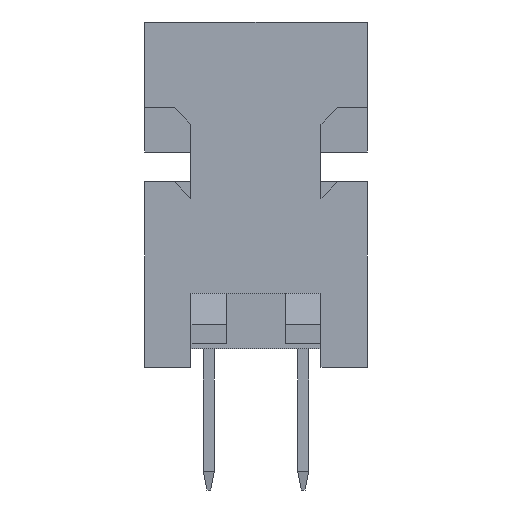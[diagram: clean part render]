
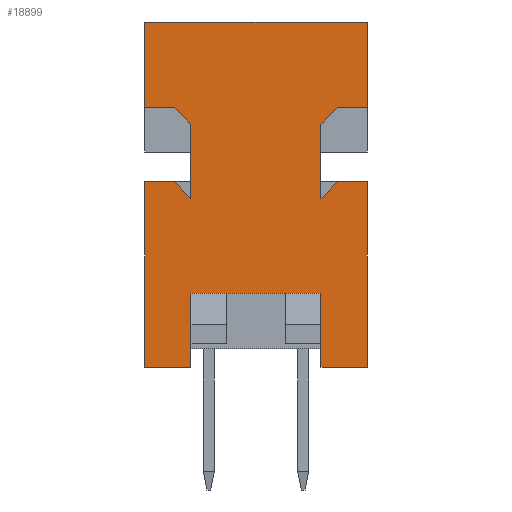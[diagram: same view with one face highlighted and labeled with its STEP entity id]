
A CAD part, front view. The second image highlights one B-rep face of the part: STEP entity #18899.
In plain terms, the highlighted face is planar.
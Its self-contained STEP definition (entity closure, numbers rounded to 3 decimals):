
#628=ORIENTED_EDGE('',*,*,#4472,.F.);
#629=ORIENTED_EDGE('',*,*,#4370,.F.);
#630=ORIENTED_EDGE('',*,*,#4473,.T.);
#631=ORIENTED_EDGE('',*,*,#4474,.F.);
#632=ORIENTED_EDGE('',*,*,#4475,.T.);
#633=ORIENTED_EDGE('',*,*,#4476,.F.);
#634=ORIENTED_EDGE('',*,*,#4477,.F.);
#635=ORIENTED_EDGE('',*,*,#4478,.T.);
#636=ORIENTED_EDGE('',*,*,#4479,.T.);
#637=ORIENTED_EDGE('',*,*,#4480,.F.);
#638=ORIENTED_EDGE('',*,*,#4481,.F.);
#639=ORIENTED_EDGE('',*,*,#4366,.F.);
#640=ORIENTED_EDGE('',*,*,#4482,.F.);
#641=ORIENTED_EDGE('',*,*,#4464,.T.);
#642=ORIENTED_EDGE('',*,*,#4469,.T.);
#643=ORIENTED_EDGE('',*,*,#4483,.T.);
#644=ORIENTED_EDGE('',*,*,#4484,.T.);
#645=ORIENTED_EDGE('',*,*,#4442,.F.);
#646=ORIENTED_EDGE('',*,*,#4470,.T.);
#647=ORIENTED_EDGE('',*,*,#4458,.F.);
#4366=EDGE_CURVE('',#6295,#6296,#7609,.T.);
#4370=EDGE_CURVE('',#6297,#6298,#7613,.T.);
#4442=EDGE_CURVE('',#6346,#6347,#7685,.T.);
#4458=EDGE_CURVE('',#6358,#6359,#7701,.T.);
#4464=EDGE_CURVE('',#6364,#6363,#7707,.T.);
#4469=EDGE_CURVE('',#6363,#6366,#7712,.T.);
#4470=EDGE_CURVE('',#6346,#6359,#7713,.T.);
#4472=EDGE_CURVE('',#6298,#6358,#7715,.T.);
#4473=EDGE_CURVE('',#6297,#6367,#7716,.T.);
#4474=EDGE_CURVE('',#6368,#6367,#7717,.T.);
#4475=EDGE_CURVE('',#6368,#6369,#7718,.T.);
#4476=EDGE_CURVE('',#6370,#6369,#7719,.T.);
#4477=EDGE_CURVE('',#6371,#6370,#7720,.T.);
#4478=EDGE_CURVE('',#6371,#6372,#7721,.T.);
#4479=EDGE_CURVE('',#6372,#6373,#7722,.T.);
#4480=EDGE_CURVE('',#6374,#6373,#7723,.T.);
#4481=EDGE_CURVE('',#6296,#6374,#7724,.T.);
#4482=EDGE_CURVE('',#6364,#6295,#7725,.T.);
#4483=EDGE_CURVE('',#6366,#6375,#7726,.T.);
#4484=EDGE_CURVE('',#6375,#6347,#7727,.T.);
#6295=VERTEX_POINT('',#24564);
#6296=VERTEX_POINT('',#24565);
#6297=VERTEX_POINT('',#24570);
#6298=VERTEX_POINT('',#24572);
#6346=VERTEX_POINT('',#24718);
#6347=VERTEX_POINT('',#24720);
#6358=VERTEX_POINT('',#24749);
#6359=VERTEX_POINT('',#24751);
#6363=VERTEX_POINT('',#24761);
#6364=VERTEX_POINT('',#24763);
#6366=VERTEX_POINT('',#24770);
#6367=VERTEX_POINT('',#24778);
#6368=VERTEX_POINT('',#24780);
#6369=VERTEX_POINT('',#24782);
#6370=VERTEX_POINT('',#24784);
#6371=VERTEX_POINT('',#24786);
#6372=VERTEX_POINT('',#24788);
#6373=VERTEX_POINT('',#24790);
#6374=VERTEX_POINT('',#24792);
#6375=VERTEX_POINT('',#24796);
#7609=LINE('',#24563,#9502);
#7613=LINE('',#24571,#9506);
#7685=LINE('',#24719,#9578);
#7701=LINE('',#24750,#9594);
#7707=LINE('',#24762,#9600);
#7712=LINE('',#24771,#9605);
#7713=LINE('',#24773,#9606);
#7715=LINE('',#24776,#9608);
#7716=LINE('',#24777,#9609);
#7717=LINE('',#24779,#9610);
#7718=LINE('',#24781,#9611);
#7719=LINE('',#24783,#9612);
#7720=LINE('',#24785,#9613);
#7721=LINE('',#24787,#9614);
#7722=LINE('',#24789,#9615);
#7723=LINE('',#24791,#9616);
#7724=LINE('',#24793,#9617);
#7725=LINE('',#24794,#9618);
#7726=LINE('',#24795,#9619);
#7727=LINE('',#24797,#9620);
#9502=VECTOR('',#20801,1000.);
#9506=VECTOR('',#20807,1000.);
#9578=VECTOR('',#20933,1000.);
#9594=VECTOR('',#20955,1000.);
#9600=VECTOR('',#20963,1000.);
#9605=VECTOR('',#20970,1000.);
#9606=VECTOR('',#20973,1000.);
#9608=VECTOR('',#20977,1000.);
#9609=VECTOR('',#20978,1000.);
#9610=VECTOR('',#20979,1000.);
#9611=VECTOR('',#20980,1000.);
#9612=VECTOR('',#20981,1000.);
#9613=VECTOR('',#20982,1000.);
#9614=VECTOR('',#20983,1000.);
#9615=VECTOR('',#20984,1000.);
#9616=VECTOR('',#20985,1000.);
#9617=VECTOR('',#20986,1000.);
#9618=VECTOR('',#20987,1000.);
#9619=VECTOR('',#20988,1000.);
#9620=VECTOR('',#20989,1000.);
#11221=EDGE_LOOP('',(#628,#629,#630,#631,#632,#633,#634,#635,#636,#637,
#638,#639,#640,#641,#642,#643,#644,#645,#646,#647));
#12044=FACE_BOUND('',#11221,.T.);
#12847=PLANE('',#19667);
#18899=ADVANCED_FACE('',(#12044),#12847,.T.);
#19667=AXIS2_PLACEMENT_3D('',#24775,#20975,#20976);
#20801=DIRECTION('',(0.,0.707,-0.707));
#20807=DIRECTION('',(0.,0.707,0.707));
#20933=DIRECTION('',(0.,0.,1.));
#20955=DIRECTION('',(0.,0.,-1.));
#20963=DIRECTION('',(0.,0.,-1.));
#20970=DIRECTION('',(0.,1.,0.));
#20973=DIRECTION('',(0.,1.,0.));
#20975=DIRECTION('',(1.,0.,0.));
#20976=DIRECTION('',(0.,0.,-1.));
#20977=DIRECTION('',(0.,1.,0.));
#20978=DIRECTION('',(0.,0.,1.));
#20979=DIRECTION('',(0.,-0.707,-0.707));
#20980=DIRECTION('',(0.,1.,0.));
#20981=DIRECTION('',(0.,0.,-1.));
#20982=DIRECTION('',(0.,1.,0.));
#20983=DIRECTION('',(0.,0.,-1.));
#20984=DIRECTION('',(0.,1.,0.));
#20985=DIRECTION('',(0.,-0.707,0.707));
#20986=DIRECTION('',(0.,0.,1.));
#20987=DIRECTION('',(0.,1.,0.));
#20988=DIRECTION('',(0.,0.,1.));
#20989=DIRECTION('',(0.,1.,0.));
#24563=CARTESIAN_POINT('',(15.425,-2.6,2.9));
#24564=CARTESIAN_POINT('',(15.425,-2.2,2.5));
#24565=CARTESIAN_POINT('',(15.425,-1.75,2.05));
#24570=CARTESIAN_POINT('',(15.425,1.75,2.05));
#24571=CARTESIAN_POINT('',(15.425,-0.4,-0.1));
#24572=CARTESIAN_POINT('',(15.425,2.2,2.5));
#24718=CARTESIAN_POINT('',(15.425,1.75,-2.5));
#24719=CARTESIAN_POINT('',(15.425,1.75,-3.57));
#24720=CARTESIAN_POINT('',(15.425,1.75,-0.5));
#24749=CARTESIAN_POINT('',(15.425,3.,2.5));
#24750=CARTESIAN_POINT('',(15.425,3.,2.5));
#24751=CARTESIAN_POINT('',(15.425,3.,-2.5));
#24761=CARTESIAN_POINT('',(15.425,-3.,-2.5));
#24762=CARTESIAN_POINT('',(15.425,-3.,2.5));
#24763=CARTESIAN_POINT('',(15.425,-3.,2.5));
#24770=CARTESIAN_POINT('',(15.425,-1.75,-2.5));
#24771=CARTESIAN_POINT('',(15.425,-3.,-2.5));
#24773=CARTESIAN_POINT('',(15.425,-3.,-2.5));
#24775=CARTESIAN_POINT('',(15.425,-3.,2.5));
#24776=CARTESIAN_POINT('',(15.425,-3.,2.5));
#24777=CARTESIAN_POINT('',(15.425,1.75,-0.5));
#24778=CARTESIAN_POINT('',(15.425,1.75,4.05));
#24779=CARTESIAN_POINT('',(15.425,2.2,4.5));
#24780=CARTESIAN_POINT('',(15.425,2.2,4.5));
#24781=CARTESIAN_POINT('',(15.425,-3.,4.5));
#24782=CARTESIAN_POINT('',(15.425,3.,4.5));
#24783=CARTESIAN_POINT('',(15.425,3.,6.8));
#24784=CARTESIAN_POINT('',(15.425,3.,6.8));
#24785=CARTESIAN_POINT('',(15.425,-3.,6.8));
#24786=CARTESIAN_POINT('',(15.425,-3.,6.8));
#24787=CARTESIAN_POINT('',(15.425,-3.,6.8));
#24788=CARTESIAN_POINT('',(15.425,-3.,4.5));
#24789=CARTESIAN_POINT('',(15.425,-3.,4.5));
#24790=CARTESIAN_POINT('',(15.425,-2.2,4.5));
#24791=CARTESIAN_POINT('',(15.425,-2.2,4.5));
#24792=CARTESIAN_POINT('',(15.425,-1.75,4.05));
#24793=CARTESIAN_POINT('',(15.425,-1.75,-0.5));
#24794=CARTESIAN_POINT('',(15.425,-3.,2.5));
#24795=CARTESIAN_POINT('',(15.425,-1.75,-3.57));
#24796=CARTESIAN_POINT('',(15.425,-1.75,-0.5));
#24797=CARTESIAN_POINT('',(15.425,-1.75,-0.5));
